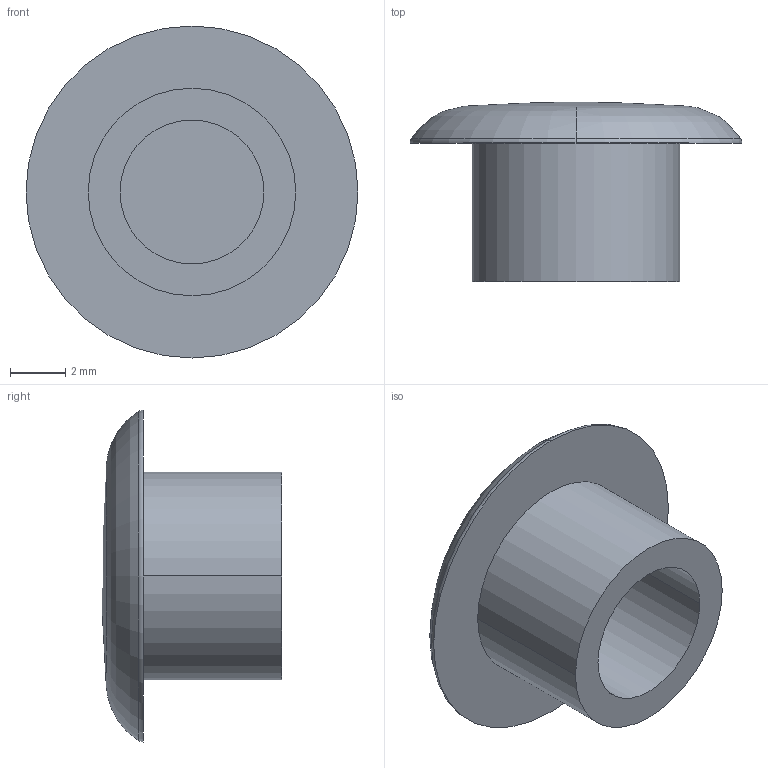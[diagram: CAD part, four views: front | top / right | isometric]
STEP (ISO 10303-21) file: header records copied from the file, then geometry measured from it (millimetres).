
FILE_DESCRIPTION(('STEP AP214'),'1');
FILE_NAME('cctmp_2A81BCFE-0612-4C28-9FB9-7DF26AA96D8B_2024_12_20_09_55_31_0689_14580..stp','2024-12-20T08:55:31',('Bosch Rexroth AG'),('CADClick - www.CADClick.com'),'Spatial InterOp 3D',' ','unknown authorization - (Healing Option Enabled)');
FILE_SCHEMA(('AUTOMOTIVE_DESIGN'));
Length unit declared in the file: millimetre
Products named in the file (1): 2024_12_20_09_55_31_0673
Bounding box: 12 x 6.48 x 12 mm (x, y, z)
Volume: 239.7 mm3; surface area: 447.5 mm2
Topology: 1 solids, 1 shells, 12 faces, 25 edges, 17 vertices
Faces by surface type: cylinder 4, torus 4, plane 3, sphere 1
Entity records: 458 total; most frequent: DIRECTION 72, CARTESIAN_POINT 55, ORIENTED_EDGE 50, AXIS2_PLACEMENT_3D 34, EDGE_CURVE 25, CIRCLE 21, VERTEX_POINT 17, EDGE_LOOP 14
